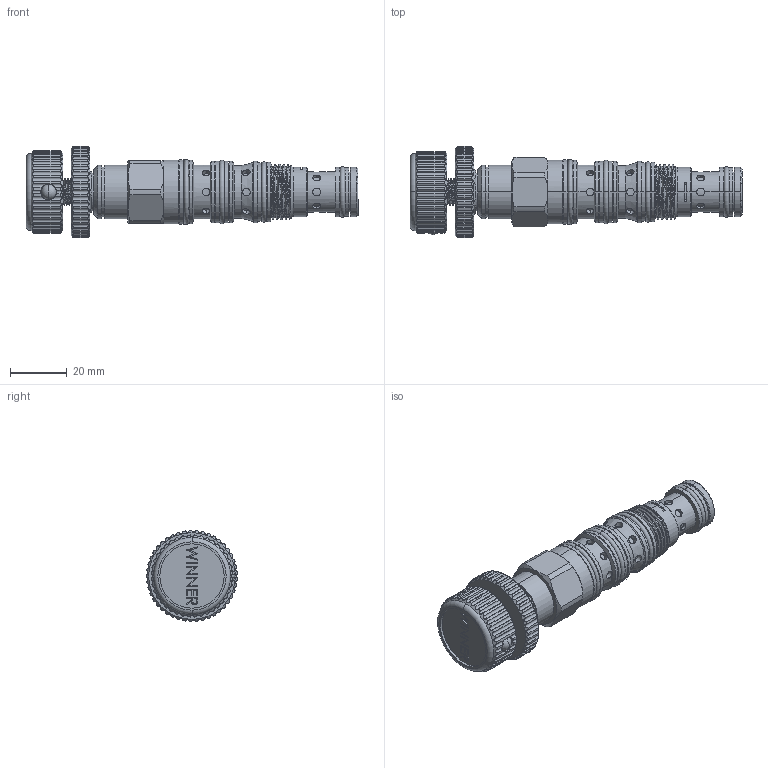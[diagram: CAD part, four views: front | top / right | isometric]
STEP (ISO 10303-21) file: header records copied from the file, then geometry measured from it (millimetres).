
FILE_DESCRIPTION (( 'STEP AP203' ), '1' );
FILE_NAME ('PD21A40-K.STEP', '2024-06-04T03:09:04', ( '' ), ( '' ), 'SwSTEP 2.0', 'SolidWorks 2018', '' );
FILE_SCHEMA (( 'CONFIG_CONTROL_DESIGN' ));
Products named in the file (1): PD21A40-K
Bounding box: 117.25 x 32.18 x 32.2 mm (x, y, z)
Volume: 41328 mm3; surface area: 13617.8 mm2
Topology: 1 solids, 1 shells, 695 faces, 1811 edges, 1171 vertices
Faces by surface type: cylinder 420, plane 154, cone 72, bspline 25, torus 22, sphere 2
Entity records: 36094 total; most frequent: CARTESIAN_POINT 19803, ORIENTED_EDGE 3594, DIRECTION 3098, EDGE_CURVE 1797, AXIS2_PLACEMENT_3D 1200, VERTEX_POINT 1171, EDGE_LOOP 762, LINE 698
